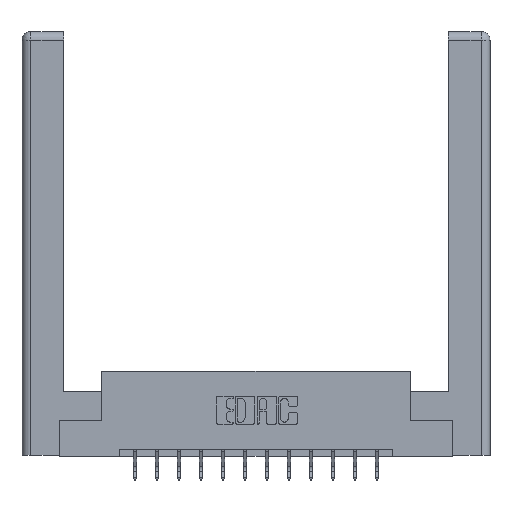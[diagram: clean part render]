
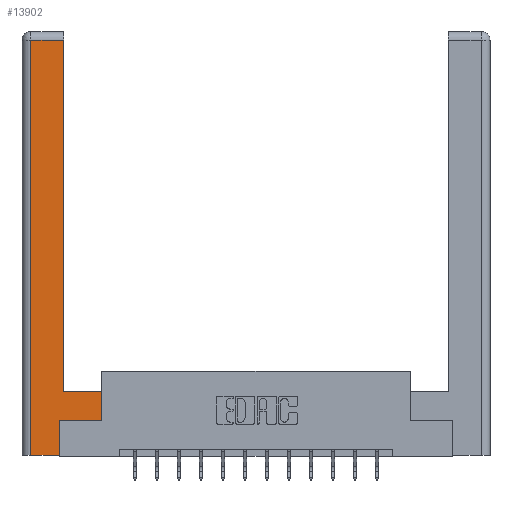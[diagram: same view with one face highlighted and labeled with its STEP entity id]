
A CAD part, top view. The second image highlights one B-rep face of the part: STEP entity #13902.
In plain terms, the highlighted planar face has unit normal (0, 0, 1).
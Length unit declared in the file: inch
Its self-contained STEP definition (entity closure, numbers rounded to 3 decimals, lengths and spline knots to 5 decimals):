
#385 = LINE ( 'NONE', #1732, #14745 ) ;
#466 = CARTESIAN_POINT ( 'NONE',  ( 0.0615, 0., 0. ) ) ;
#634 = CARTESIAN_POINT ( 'NONE',  ( 0.295, 3., 0. ) ) ;
#720 = EDGE_CURVE ( 'NONE', #4314, #11716, #14773, .T. ) ;
#1228 = LINE ( 'NONE', #634, #11673 ) ;
#1233 = CARTESIAN_POINT ( 'NONE',  ( 0.265, 0., 0. ) ) ;
#1241 = CARTESIAN_POINT ( 'NONE',  ( 0.0615, 2.94, 0. ) ) ;
#1732 = CARTESIAN_POINT ( 'NONE',  ( 0.565, 0.45, 0. ) ) ;
#2022 = DIRECTION ( 'NONE',  ( 0., 1., 0. ) ) ;
#2239 = VERTEX_POINT ( 'NONE', #466 ) ;
#2284 = EDGE_CURVE ( 'NONE', #6488, #2239, #12982, .T. ) ;
#2420 = CARTESIAN_POINT ( 'NONE',  ( 0.0615, 2.94, 0. ) ) ;
#2871 = ORIENTED_EDGE ( 'NONE', *, *, #720, .T. ) ;
#2999 = ORIENTED_EDGE ( 'NONE', *, *, #7509, .T. ) ;
#3650 = DIRECTION ( 'NONE',  ( -1., 0., 0. ) ) ;
#3660 = EDGE_LOOP ( 'NONE', ( #5986, #5031, #13821, #4614, #2999, #7359, #8213, #2871 ) ) ;
#3997 = VECTOR ( 'NONE', #12262, 39.37008 ) ;
#4314 = VERTEX_POINT ( 'NONE', #13724 ) ;
#4614 = ORIENTED_EDGE ( 'NONE', *, *, #9138, .T. ) ;
#5031 = ORIENTED_EDGE ( 'NONE', *, *, #9669, .T. ) ;
#5102 = CARTESIAN_POINT ( 'NONE',  ( 0.295, 0.45, 0. ) ) ;
#5314 = VERTEX_POINT ( 'NONE', #1233 ) ;
#5338 = CARTESIAN_POINT ( 'NONE',  ( 0.265, 0.245, 0. ) ) ;
#5500 = LINE ( 'NONE', #1241, #9960 ) ;
#5986 = ORIENTED_EDGE ( 'NONE', *, *, #6187, .T. ) ;
#6187 = EDGE_CURVE ( 'NONE', #11716, #10548, #1228, .T. ) ;
#6488 = VERTEX_POINT ( 'NONE', #2420 ) ;
#6564 = CARTESIAN_POINT ( 'NONE',  ( 0.565, 0.245, 0. ) ) ;
#6680 = CARTESIAN_POINT ( 'NONE',  ( 0., 0., 0. ) ) ;
#7307 = VECTOR ( 'NONE', #7815, 39.37008 ) ;
#7359 = ORIENTED_EDGE ( 'NONE', *, *, #10691, .T. ) ;
#7486 = EDGE_CURVE ( 'NONE', #7857, #4314, #385, .T. ) ;
#7509 = EDGE_CURVE ( 'NONE', #5314, #8891, #9662, .T. ) ;
#7620 = LINE ( 'NONE', #6564, #9930 ) ;
#7815 = DIRECTION ( 'NONE',  ( 0., -1., 0. ) ) ;
#7857 = VERTEX_POINT ( 'NONE', #12878 ) ;
#7874 = DIRECTION ( 'NONE',  ( 1., 0., 0. ) ) ;
#8213 = ORIENTED_EDGE ( 'NONE', *, *, #7486, .T. ) ;
#8453 = FACE_OUTER_BOUND ( 'NONE', #3660, .T. ) ;
#8891 = VERTEX_POINT ( 'NONE', #5338 ) ;
#9138 = EDGE_CURVE ( 'NONE', #2239, #5314, #15273, .T. ) ;
#9326 = PLANE ( 'NONE',  #11698 ) ;
#9662 = LINE ( 'NONE', #15345, #12224 ) ;
#9669 = EDGE_CURVE ( 'NONE', #10548, #6488, #5500, .T. ) ;
#9758 = CARTESIAN_POINT ( 'NONE',  ( 0.265, 0., 0. ) ) ;
#9930 = VECTOR ( 'NONE', #7874, 39.37008 ) ;
#9960 = VECTOR ( 'NONE', #10300, 39.37008 ) ;
#10300 = DIRECTION ( 'NONE',  ( -1., 0., 0. ) ) ;
#10548 = VERTEX_POINT ( 'NONE', #15924 ) ;
#10691 = EDGE_CURVE ( 'NONE', #8891, #7857, #7620, .T. ) ;
#11673 = VECTOR ( 'NONE', #2022, 39.37008 ) ;
#11698 = AXIS2_PLACEMENT_3D ( 'NONE', #6680, #13529, #15918 ) ;
#11716 = VERTEX_POINT ( 'NONE', #14191 ) ;
#12224 = VECTOR ( 'NONE', #12782, 39.37008 ) ;
#12262 = DIRECTION ( 'NONE',  ( 1., 0., 0. ) ) ;
#12782 = DIRECTION ( 'NONE',  ( 0., 1., 0. ) ) ;
#12878 = CARTESIAN_POINT ( 'NONE',  ( 0.565, 0.245, 0. ) ) ;
#12982 = LINE ( 'NONE', #15228, #7307 ) ;
#13529 = DIRECTION ( 'NONE',  ( 0., 0., -1. ) ) ;
#13724 = CARTESIAN_POINT ( 'NONE',  ( 0.565, 0.45, 0. ) ) ;
#13821 = ORIENTED_EDGE ( 'NONE', *, *, #2284, .T. ) ;
#13902 = ADVANCED_FACE ( 'NONE', ( #8453 ), #9326, .F. ) ;
#14008 = VECTOR ( 'NONE', #3650, 39.37008 ) ;
#14191 = CARTESIAN_POINT ( 'NONE',  ( 0.295, 0.45, 0. ) ) ;
#14745 = VECTOR ( 'NONE', #15234, 39.37008 ) ;
#14773 = LINE ( 'NONE', #5102, #14008 ) ;
#15228 = CARTESIAN_POINT ( 'NONE',  ( 0.0615, 0., 0. ) ) ;
#15234 = DIRECTION ( 'NONE',  ( 0., 1., 0. ) ) ;
#15273 = LINE ( 'NONE', #9758, #3997 ) ;
#15345 = CARTESIAN_POINT ( 'NONE',  ( 0.265, 0.245, 0. ) ) ;
#15918 = DIRECTION ( 'NONE',  ( -1., 0., 0. ) ) ;
#15924 = CARTESIAN_POINT ( 'NONE',  ( 0.295, 2.94, 0. ) ) ;
